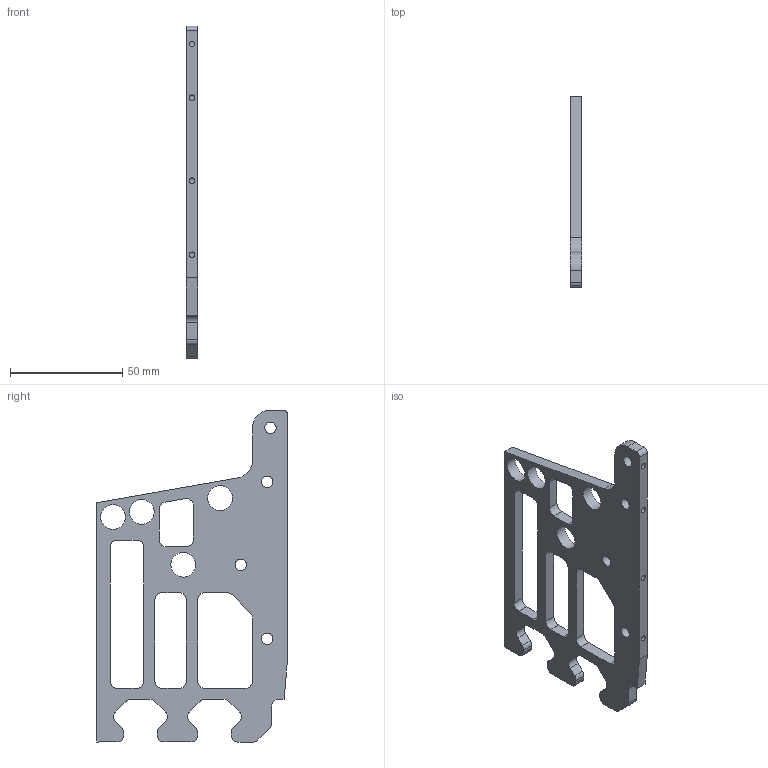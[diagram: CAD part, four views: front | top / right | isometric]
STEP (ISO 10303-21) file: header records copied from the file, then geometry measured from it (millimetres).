
FILE_DESCRIPTION(/* description */ (''),/* implementation_level */ '2;1');
FILE_NAME(/* name */ 'Frame Out_V2.step',/* time_stamp */ '2025-07-15T23:22:31+09:00',/* author */ (''),/* organization */ (''),/* preprocessor_version */ 'ST-DEVELOPER v20.1',/* originating_system */ 'Autodesk Translation Framework v14.10.0.0',/* authorisation */ '');
FILE_SCHEMA (('AUTOMOTIVE_DESIGN { 1 0 10303 214 3 1 1 }'));
Length unit declared in the file: millimetre
Products named in the file (1): Frame Out
Bounding box: 5 x 85 x 148 mm (x, y, z)
Volume: 29506.1 mm3; surface area: 18019.1 mm2
Topology: 1 solids, 1 shells, 96 faces, 286 edges, 192 vertices
Faces by surface type: cylinder 51, plane 45
Full cylindrical faces by diameter (mm): 2.529 x4, 5.1 x4, 11.05 x4
Entity records: 3477 total; most frequent: CARTESIAN_POINT 711, ORIENTED_EDGE 572, DIRECTION 570, EDGE_CURVE 286, AXIS2_PLACEMENT_3D 195, VERTEX_POINT 192, LINE 180, VECTOR 180
